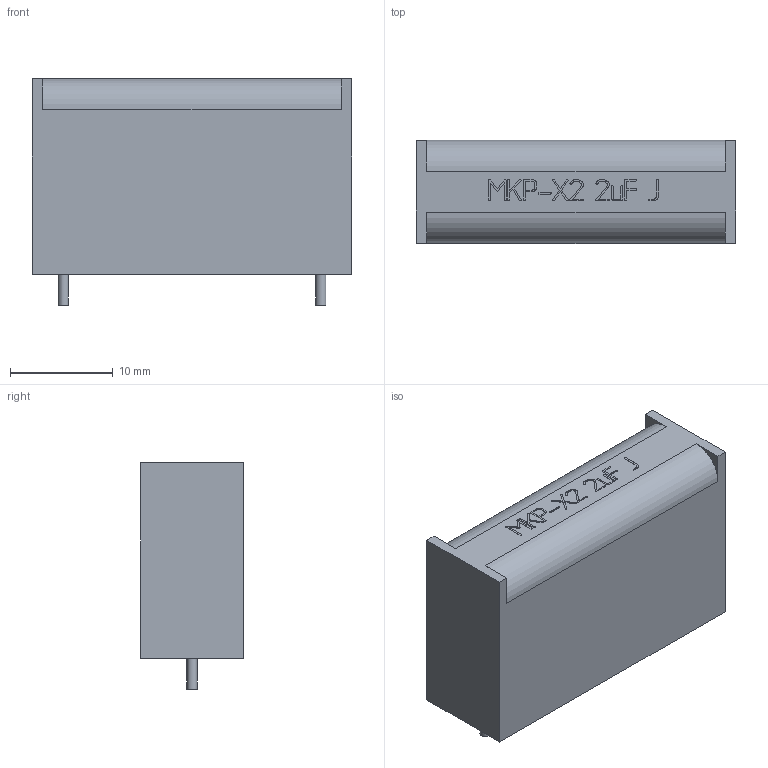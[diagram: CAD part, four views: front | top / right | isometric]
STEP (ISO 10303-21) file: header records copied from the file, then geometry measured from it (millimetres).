
FILE_DESCRIPTION(('STEP AP214'), '1');
FILE_NAME('MKP-X2 2uF J', '2022-07-13T07:32:56', ('ava'), (''), 'ASCON STEP Converter 1.3', 'ASCON Math Kernel', '');
FILE_SCHEMA(('AUTOMOTIVE_DESIGN { 1 0 10303 214 3 1 1}'));
Length unit declared in the file: millimetre
Products named in the file (1): 3
Bounding box: 31 x 10 x 22 mm (x, y, z)
Volume: 5782.6 mm3; surface area: 2130.7 mm2
Topology: 1 solids, 1 shells, 391 faces, 1128 edges, 752 vertices
Faces by surface type: plane 261, cylinder 130
Full cylindrical faces by diameter (mm): 1 x2
Entity records: 15876 total; most frequent: CARTESIAN_POINT 2270, ORIENTED_EDGE 2252, DIRECTION 2170, EDGE_CURVE 1126, LINE 866, VECTOR 866, VERTEX_POINT 752, AXIS2_PLACEMENT_3D 652
